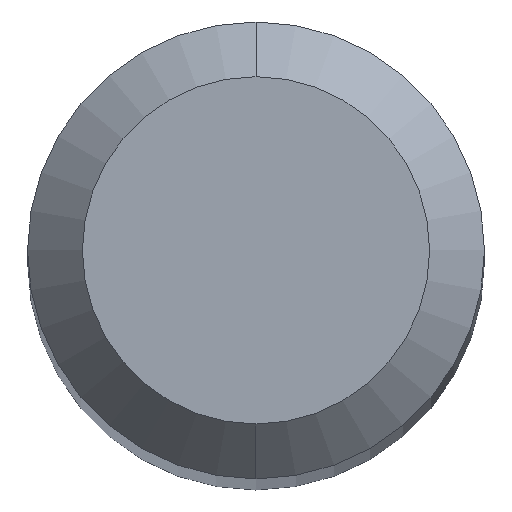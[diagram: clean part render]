
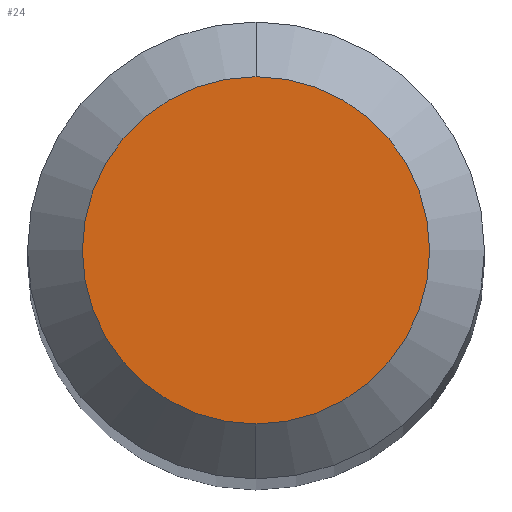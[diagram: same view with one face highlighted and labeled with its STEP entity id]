
A CAD part, top view. The second image highlights one B-rep face of the part: STEP entity #24.
In plain terms, the highlighted planar face has unit normal (0, 0, 1).
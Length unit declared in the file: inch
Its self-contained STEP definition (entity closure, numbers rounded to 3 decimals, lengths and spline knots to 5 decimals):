
#24 = ADVANCED_FACE ( 'NONE', ( #167 ), #430, .F. ) ;
#39 = CARTESIAN_POINT ( 'NONE',  ( 0., 0.0475, 0. ) ) ;
#46 = EDGE_CURVE ( 'NONE', #151, #449, #460, .T. ) ;
#47 = DIRECTION ( 'NONE',  ( 0., 1., 0. ) ) ;
#90 = DIRECTION ( 'NONE',  ( 0., -1., 0. ) ) ;
#145 = CARTESIAN_POINT ( 'NONE',  ( 0., -0.0475, 0. ) ) ;
#151 = VERTEX_POINT ( 'NONE', #384 ) ;
#167 = FACE_OUTER_BOUND ( 'NONE', #365, .T. ) ;
#175 = AXIS2_PLACEMENT_3D ( 'NONE', #301, #479, #90 ) ;
#193 = ORIENTED_EDGE ( 'NONE', *, *, #46, .T. ) ;
#218 = AXIS2_PLACEMENT_3D ( 'NONE', #39, #344, #47 ) ;
#301 = CARTESIAN_POINT ( 'NONE',  ( 0., 0., 0. ) ) ;
#344 = DIRECTION ( 'NONE',  ( 0., 0., -1. ) ) ;
#363 = EDGE_CURVE ( 'NONE', #449, #151, #513, .T. ) ;
#365 = EDGE_LOOP ( 'NONE', ( #193, #565 ) ) ;
#384 = CARTESIAN_POINT ( 'NONE',  ( 0., 0.0475, 0. ) ) ;
#422 = CARTESIAN_POINT ( 'NONE',  ( 0., 0., 0. ) ) ;
#430 = PLANE ( 'NONE',  #218 ) ;
#432 = AXIS2_PLACEMENT_3D ( 'NONE', #422, #520, #473 ) ;
#449 = VERTEX_POINT ( 'NONE', #145 ) ;
#460 = CIRCLE ( 'NONE', #175, 0.0475 ) ;
#473 = DIRECTION ( 'NONE',  ( 0., -1., 0. ) ) ;
#479 = DIRECTION ( 'NONE',  ( 0., 0., 1. ) ) ;
#513 = CIRCLE ( 'NONE', #432, 0.0475 ) ;
#520 = DIRECTION ( 'NONE',  ( 0., 0., 1. ) ) ;
#565 = ORIENTED_EDGE ( 'NONE', *, *, #363, .T. ) ;
